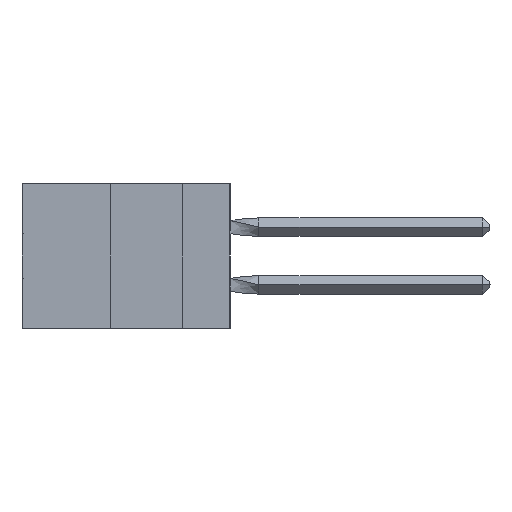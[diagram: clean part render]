
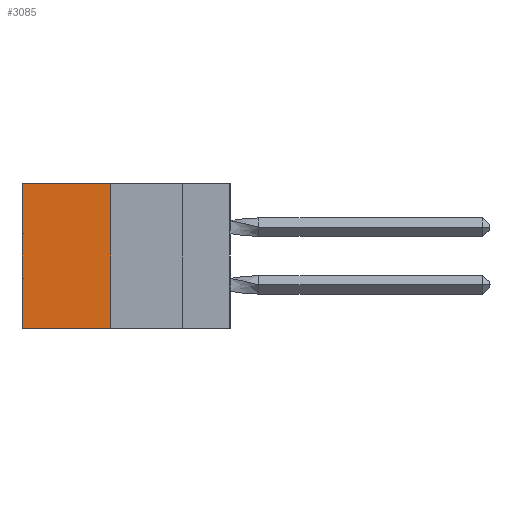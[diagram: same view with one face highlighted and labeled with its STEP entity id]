
A CAD part, left-side view. The second image highlights one B-rep face of the part: STEP entity #3085.
In plain terms, the highlighted planar face has unit normal (-1, 0, 0).
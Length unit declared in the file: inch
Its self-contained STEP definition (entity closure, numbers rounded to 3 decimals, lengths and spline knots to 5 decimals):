
#601 = DIRECTION ( 'NONE',  ( 0., 0., -1. ) ) ;
#3085 = ADVANCED_FACE ( 'NONE', ( #12819 ), #15091, .F. ) ;
#3215 = ORIENTED_EDGE ( 'NONE', *, *, #20472, .F. ) ;
#4147 = ORIENTED_EDGE ( 'NONE', *, *, #19006, .T. ) ;
#4346 = DIRECTION ( 'NONE',  ( 1., 0., 0. ) ) ;
#5030 = DIRECTION ( 'NONE',  ( 0., 0., -1. ) ) ;
#5754 = VECTOR ( 'NONE', #33506, 39.37008 ) ;
#7443 = LINE ( 'NONE', #34356, #25782 ) ;
#7876 = CARTESIAN_POINT ( 'NONE',  ( 0.305, 0.413, 0. ) ) ;
#8528 = CARTESIAN_POINT ( 'NONE',  ( 0.305, 0.413, -0.5 ) ) ;
#8640 = LINE ( 'NONE', #10023, #39619 ) ;
#10023 = CARTESIAN_POINT ( 'NONE',  ( 0.305, 0.413, -0.5 ) ) ;
#12502 = LINE ( 'NONE', #26237, #34849 ) ;
#12819 = FACE_OUTER_BOUND ( 'NONE', #33860, .T. ) ;
#15091 = PLANE ( 'NONE',  #39148 ) ;
#17747 = DIRECTION ( 'NONE',  ( 0., 1., 0. ) ) ;
#19006 = EDGE_CURVE ( 'NONE', #25249, #43816, #25292, .T. ) ;
#20472 = EDGE_CURVE ( 'NONE', #25249, #45182, #12502, .T. ) ;
#21846 = ORIENTED_EDGE ( 'NONE', *, *, #39220, .F. ) ;
#25249 = VERTEX_POINT ( 'NONE', #28883 ) ;
#25292 = LINE ( 'NONE', #7876, #5754 ) ;
#25782 = VECTOR ( 'NONE', #5030, 39.37008 ) ;
#26237 = CARTESIAN_POINT ( 'NONE',  ( 0.305, 0.413, -0.5 ) ) ;
#27857 = CARTESIAN_POINT ( 'NONE',  ( 0.305, 0.72, 0. ) ) ;
#28883 = CARTESIAN_POINT ( 'NONE',  ( 0.305, 0.413, 0. ) ) ;
#33399 = VERTEX_POINT ( 'NONE', #38691 ) ;
#33498 = CARTESIAN_POINT ( 'NONE',  ( 0.305, 0.413, -0.5 ) ) ;
#33506 = DIRECTION ( 'NONE',  ( 0., 1., 0. ) ) ;
#33860 = EDGE_LOOP ( 'NONE', ( #40291, #21846, #3215, #4147 ) ) ;
#34356 = CARTESIAN_POINT ( 'NONE',  ( 0.305, 0.72, -0.5 ) ) ;
#34849 = VECTOR ( 'NONE', #37637, 39.37008 ) ;
#37637 = DIRECTION ( 'NONE',  ( 0., 0., -1. ) ) ;
#38691 = CARTESIAN_POINT ( 'NONE',  ( 0.305, 0.72, -0.5 ) ) ;
#39148 = AXIS2_PLACEMENT_3D ( 'NONE', #33498, #4346, #601 ) ;
#39220 = EDGE_CURVE ( 'NONE', #45182, #33399, #8640, .T. ) ;
#39576 = EDGE_CURVE ( 'NONE', #43816, #33399, #7443, .T. ) ;
#39619 = VECTOR ( 'NONE', #17747, 39.37008 ) ;
#40291 = ORIENTED_EDGE ( 'NONE', *, *, #39576, .T. ) ;
#43816 = VERTEX_POINT ( 'NONE', #27857 ) ;
#45182 = VERTEX_POINT ( 'NONE', #8528 ) ;
